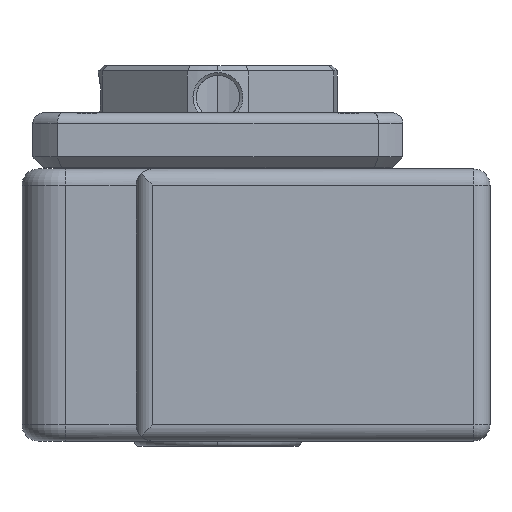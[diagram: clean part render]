
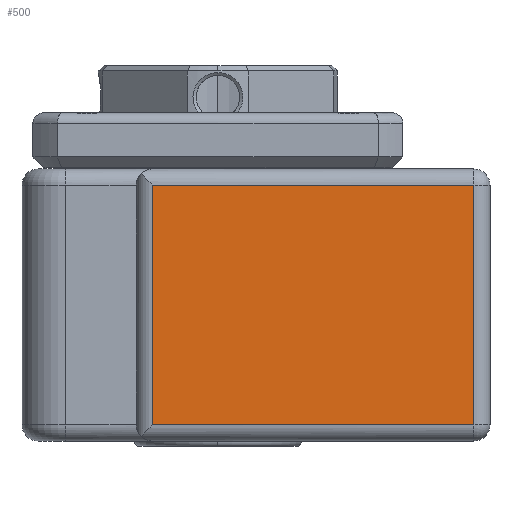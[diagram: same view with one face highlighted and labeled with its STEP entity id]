
A CAD part, left-side view. The second image highlights one B-rep face of the part: STEP entity #500.
In plain terms, the highlighted planar face has unit normal (-1, 0, 0).
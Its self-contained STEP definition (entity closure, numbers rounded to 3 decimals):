
#416 = VECTOR ( 'NONE', #2186, 1000. ) ;
#436 = FACE_OUTER_BOUND ( 'NONE', #18453, .T. ) ;
#500 = ADVANCED_FACE ( 'NONE', ( #436 ), #17786, .F. ) ;
#585 = AXIS2_PLACEMENT_3D ( 'NONE', #13517, #13458, #13393 ) ;
#1052 = EDGE_CURVE ( 'NONE', #6585, #15585, #4344, .T. ) ;
#1388 = VERTEX_POINT ( 'NONE', #9683 ) ;
#1552 = CARTESIAN_POINT ( 'NONE',  ( -30., -20., 12.5 ) ) ;
#1659 = LINE ( 'NONE', #18912, #12408 ) ;
#1701 = CARTESIAN_POINT ( 'NONE',  ( -30., -21.5, -11. ) ) ;
#2186 = DIRECTION ( 'NONE',  ( 0., -1., 0. ) ) ;
#3281 = VECTOR ( 'NONE', #14474, 1000. ) ;
#4344 = LINE ( 'NONE', #1701, #416 ) ;
#4791 = CARTESIAN_POINT ( 'NONE',  ( -30., 9.5, -11. ) ) ;
#5774 = EDGE_CURVE ( 'NONE', #1388, #6585, #1659, .T. ) ;
#6457 = ORIENTED_EDGE ( 'NONE', *, *, #14029, .T. ) ;
#6585 = VERTEX_POINT ( 'NONE', #4791 ) ;
#7229 = ORIENTED_EDGE ( 'NONE', *, *, #9041, .T. ) ;
#8085 = ORIENTED_EDGE ( 'NONE', *, *, #5774, .T. ) ;
#9041 = EDGE_CURVE ( 'NONE', #14790, #1388, #14900, .T. ) ;
#9224 = LINE ( 'NONE', #1552, #13557 ) ;
#9683 = CARTESIAN_POINT ( 'NONE',  ( -30., 9.5, 11. ) ) ;
#10302 = DIRECTION ( 'NONE',  ( 0., 0., 1. ) ) ;
#11643 = DIRECTION ( 'NONE',  ( 0., 0., -1. ) ) ;
#12408 = VECTOR ( 'NONE', #11643, 1000. ) ;
#13152 = CARTESIAN_POINT ( 'NONE',  ( -30., -20., 11. ) ) ;
#13393 = DIRECTION ( 'NONE',  ( 0., 1., 0. ) ) ;
#13458 = DIRECTION ( 'NONE',  ( 1., 0., 0. ) ) ;
#13517 = CARTESIAN_POINT ( 'NONE',  ( -30., 11., 12.5 ) ) ;
#13557 = VECTOR ( 'NONE', #10302, 1000. ) ;
#14029 = EDGE_CURVE ( 'NONE', #15585, #14790, #9224, .T. ) ;
#14474 = DIRECTION ( 'NONE',  ( 0., 1., 0. ) ) ;
#14790 = VERTEX_POINT ( 'NONE', #13152 ) ;
#14900 = LINE ( 'NONE', #17403, #3281 ) ;
#15585 = VERTEX_POINT ( 'NONE', #17257 ) ;
#17257 = CARTESIAN_POINT ( 'NONE',  ( -30., -20., -11. ) ) ;
#17403 = CARTESIAN_POINT ( 'NONE',  ( -30., 11., 11. ) ) ;
#17418 = ORIENTED_EDGE ( 'NONE', *, *, #1052, .T. ) ;
#17786 = PLANE ( 'NONE',  #585 ) ;
#18453 = EDGE_LOOP ( 'NONE', ( #8085, #17418, #6457, #7229 ) ) ;
#18912 = CARTESIAN_POINT ( 'NONE',  ( -30., 9.5, 12.5 ) ) ;
